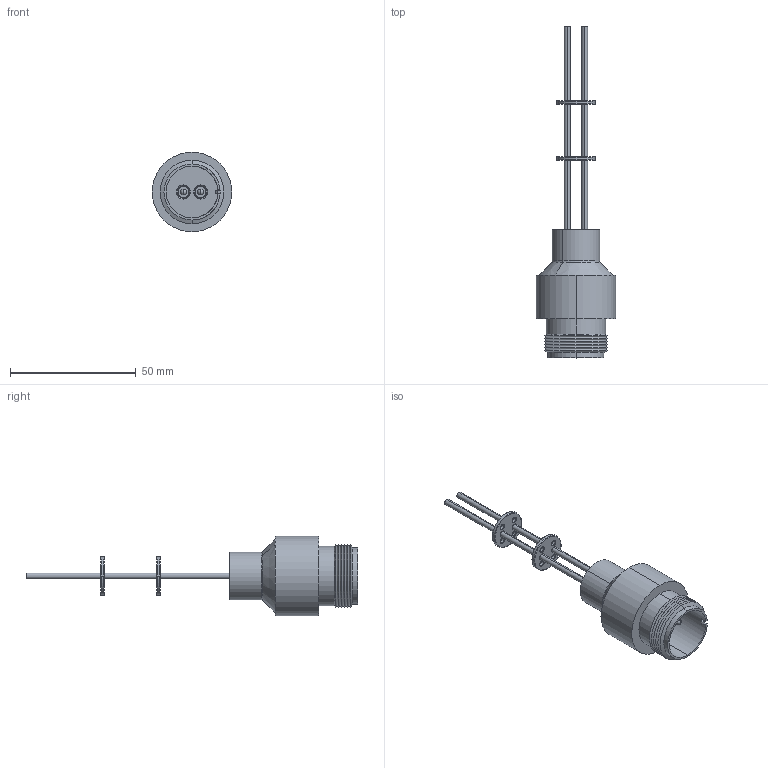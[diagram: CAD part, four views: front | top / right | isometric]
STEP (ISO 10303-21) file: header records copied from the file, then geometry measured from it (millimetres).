
FILE_DESCRIPTION (( 'STEP AP203' ), '1' );
FILE_NAME ('A2566-1-W.STEP', '2012-02-23T14:04:54', ( '' ), ( '' ), 'SwSTEP 2.0', 'SolidWorks 2011', '' );
FILE_SCHEMA (( 'CONFIG_CONTROL_DESIGN' ));
Length unit declared in the file: inch
Products named in the file (1): A2566-1-W
Bounding box: 31.75 x 132.19 x 31.75 mm (x, y, z)
Volume: 12266.7 mm3; surface area: 14385.1 mm2
Topology: 1 solids, 1 shells, 216 faces, 480 edges, 287 vertices
Faces by surface type: cone 92, cylinder 72, plane 36, torus 16
Entity records: 6115 total; most frequent: DIRECTION 1191, CARTESIAN_POINT 1005, ORIENTED_EDGE 960, AXIS2_PLACEMENT_3D 501, EDGE_CURVE 480, VERTEX_POINT 287, CIRCLE 284, EDGE_LOOP 257
